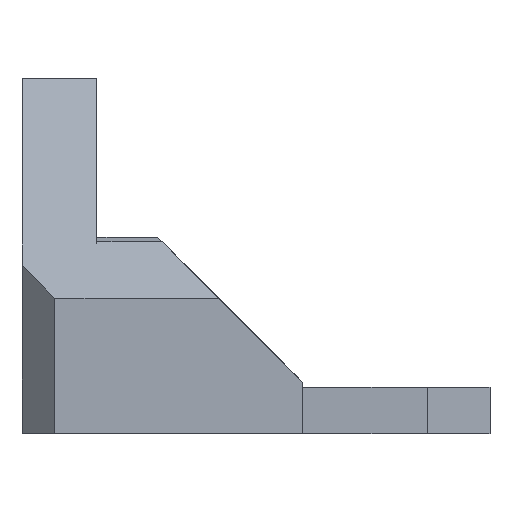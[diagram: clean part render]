
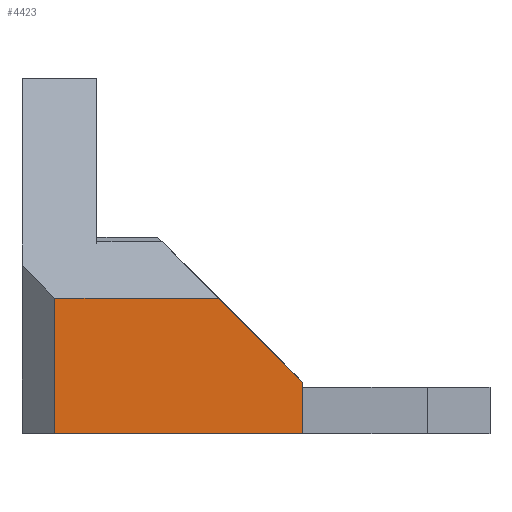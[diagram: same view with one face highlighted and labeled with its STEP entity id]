
A CAD part, front view. The second image highlights one B-rep face of the part: STEP entity #4423.
In plain terms, the highlighted planar face has unit normal (0, -1, 0).
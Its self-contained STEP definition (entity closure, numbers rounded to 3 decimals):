
#935 = PLANE('',#936);
#936 = AXIS2_PLACEMENT_3D('',#937,#938,#939);
#937 = CARTESIAN_POINT('',(25.,-29.464,45.536));
#938 = DIRECTION('',(0.,-0.707,0.707));
#939 = DIRECTION('',(1.,0.,0.));
#1121 = PLANE('',#1122);
#1122 = AXIS2_PLACEMENT_3D('',#1123,#1124,#1125);
#1123 = CARTESIAN_POINT('',(-10.107,-46.893,-1.));
#1124 = DIRECTION('',(-0.707,-0.707,0.));
#1125 = DIRECTION('',(0.,0.,-1.));
#2622 = VERTEX_POINT('',#2623);
#2623 = CARTESIAN_POINT('',(21.01,-60.51,14.49));
#2637 = PLANE('',#2638);
#2638 = AXIS2_PLACEMENT_3D('',#2639,#2640,#2641);
#2639 = CARTESIAN_POINT('',(30.,-8.,5.5));
#2640 = DIRECTION('',(0.707,0.,0.707));
#2641 = DIRECTION('',(0.707,0.,-0.707));
#2649 = EDGE_CURVE('',#2650,#2622,#2652,.T.);
#2650 = VERTEX_POINT('',#2651);
#2651 = CARTESIAN_POINT('',(3.51,-60.51,14.49));
#2652 = SURFACE_CURVE('',#2653,(#2657,#2664),.PCURVE_S1.);
#2653 = LINE('',#2654,#2655);
#2654 = CARTESIAN_POINT('',(12.5,-60.51,14.49));
#2655 = VECTOR('',#2656,1.);
#2656 = DIRECTION('',(1.,0.,0.));
#2657 = PCURVE('',#935,#2658);
#2658 = DEFINITIONAL_REPRESENTATION('',(#2659),#2663);
#2659 = LINE('',#2660,#2661);
#2660 = CARTESIAN_POINT('',(-12.5,-43.905));
#2661 = VECTOR('',#2662,1.);
#2662 = DIRECTION('',(1.,-0.));
#2663 = ( GEOMETRIC_REPRESENTATION_CONTEXT(2) 
PARAMETRIC_REPRESENTATION_CONTEXT() REPRESENTATION_CONTEXT('2D SPACE',''
  ) );
#2664 = PCURVE('',#2665,#2670);
#2665 = PLANE('',#2666);
#2666 = AXIS2_PLACEMENT_3D('',#2667,#2668,#2669);
#2667 = CARTESIAN_POINT('',(0.,-60.51,0.));
#2668 = DIRECTION('',(-0.,-1.,-0.));
#2669 = DIRECTION('',(0.,0.,-1.));
#2670 = DEFINITIONAL_REPRESENTATION('',(#2671),#2675);
#2671 = LINE('',#2672,#2673);
#2672 = CARTESIAN_POINT('',(-14.49,12.5));
#2673 = VECTOR('',#2674,1.);
#2674 = DIRECTION('',(-0.,1.));
#2675 = ( GEOMETRIC_REPRESENTATION_CONTEXT(2) 
PARAMETRIC_REPRESENTATION_CONTEXT() REPRESENTATION_CONTEXT('2D SPACE',''
  ) );
#2988 = EDGE_CURVE('',#2989,#2650,#2991,.T.);
#2989 = VERTEX_POINT('',#2990);
#2990 = CARTESIAN_POINT('',(3.51,-60.51,0.));
#2991 = SURFACE_CURVE('',#2992,(#2996,#3003),.PCURVE_S1.);
#2992 = LINE('',#2993,#2994);
#2993 = CARTESIAN_POINT('',(3.51,-60.51,-0.5));
#2994 = VECTOR('',#2995,1.);
#2995 = DIRECTION('',(0.,0.,1.));
#2996 = PCURVE('',#1121,#2997);
#2997 = DEFINITIONAL_REPRESENTATION('',(#2998),#3002);
#2998 = LINE('',#2999,#3000);
#2999 = CARTESIAN_POINT('',(-0.5,19.257));
#3000 = VECTOR('',#3001,1.);
#3001 = DIRECTION('',(-1.,-0.));
#3002 = ( GEOMETRIC_REPRESENTATION_CONTEXT(2) 
PARAMETRIC_REPRESENTATION_CONTEXT() REPRESENTATION_CONTEXT('2D SPACE',''
  ) );
#3003 = PCURVE('',#2665,#3004);
#3004 = DEFINITIONAL_REPRESENTATION('',(#3005),#3009);
#3005 = LINE('',#3006,#3007);
#3006 = CARTESIAN_POINT('',(0.5,3.51));
#3007 = VECTOR('',#3008,1.);
#3008 = DIRECTION('',(-1.,0.));
#3009 = ( GEOMETRIC_REPRESENTATION_CONTEXT(2) 
PARAMETRIC_REPRESENTATION_CONTEXT() REPRESENTATION_CONTEXT('2D SPACE',''
  ) );
#3027 = PLANE('',#3028);
#3028 = AXIS2_PLACEMENT_3D('',#3029,#3030,#3031);
#3029 = CARTESIAN_POINT('',(0.,-54.5,0.));
#3030 = DIRECTION('',(0.,0.,1.));
#3031 = DIRECTION('',(-1.,0.,0.));
#3235 = PLANE('',#3236);
#3236 = AXIS2_PLACEMENT_3D('',#3237,#3238,#3239);
#3237 = CARTESIAN_POINT('',(30.,-54.5,0.));
#3238 = DIRECTION('',(1.,0.,0.));
#3239 = DIRECTION('',(0.,0.,-1.));
#4423 = ADVANCED_FACE('',(#4424),#2665,.T.);
#4424 = FACE_BOUND('',#4425,.F.);
#4425 = EDGE_LOOP('',(#4426,#4449,#4450,#4451,#4474));
#4426 = ORIENTED_EDGE('',*,*,#4427,.F.);
#4427 = EDGE_CURVE('',#2989,#4428,#4430,.T.);
#4428 = VERTEX_POINT('',#4429);
#4429 = CARTESIAN_POINT('',(30.,-60.51,0.));
#4430 = SURFACE_CURVE('',#4431,(#4435,#4442),.PCURVE_S1.);
#4431 = LINE('',#4432,#4433);
#4432 = CARTESIAN_POINT('',(0.,-60.51,0.));
#4433 = VECTOR('',#4434,1.);
#4434 = DIRECTION('',(1.,0.,0.));
#4435 = PCURVE('',#2665,#4436);
#4436 = DEFINITIONAL_REPRESENTATION('',(#4437),#4441);
#4437 = LINE('',#4438,#4439);
#4438 = CARTESIAN_POINT('',(-0.,0.));
#4439 = VECTOR('',#4440,1.);
#4440 = DIRECTION('',(-0.,1.));
#4441 = ( GEOMETRIC_REPRESENTATION_CONTEXT(2) 
PARAMETRIC_REPRESENTATION_CONTEXT() REPRESENTATION_CONTEXT('2D SPACE',''
  ) );
#4442 = PCURVE('',#3027,#4443);
#4443 = DEFINITIONAL_REPRESENTATION('',(#4444),#4448);
#4444 = LINE('',#4445,#4446);
#4445 = CARTESIAN_POINT('',(-0.,6.01));
#4446 = VECTOR('',#4447,1.);
#4447 = DIRECTION('',(-1.,0.));
#4448 = ( GEOMETRIC_REPRESENTATION_CONTEXT(2) 
PARAMETRIC_REPRESENTATION_CONTEXT() REPRESENTATION_CONTEXT('2D SPACE',''
  ) );
#4449 = ORIENTED_EDGE('',*,*,#2988,.T.);
#4450 = ORIENTED_EDGE('',*,*,#2649,.T.);
#4451 = ORIENTED_EDGE('',*,*,#4452,.T.);
#4452 = EDGE_CURVE('',#2622,#4453,#4455,.T.);
#4453 = VERTEX_POINT('',#4454);
#4454 = CARTESIAN_POINT('',(30.,-60.51,5.5));
#4455 = SURFACE_CURVE('',#4456,(#4460,#4467),.PCURVE_S1.);
#4456 = LINE('',#4457,#4458);
#4457 = CARTESIAN_POINT('',(23.875,-60.51,11.625));
#4458 = VECTOR('',#4459,1.);
#4459 = DIRECTION('',(0.707,0.,-0.707));
#4460 = PCURVE('',#2665,#4461);
#4461 = DEFINITIONAL_REPRESENTATION('',(#4462),#4466);
#4462 = LINE('',#4463,#4464);
#4463 = CARTESIAN_POINT('',(-11.625,23.875));
#4464 = VECTOR('',#4465,1.);
#4465 = DIRECTION('',(0.707,0.707));
#4466 = ( GEOMETRIC_REPRESENTATION_CONTEXT(2) 
PARAMETRIC_REPRESENTATION_CONTEXT() REPRESENTATION_CONTEXT('2D SPACE',''
  ) );
#4467 = PCURVE('',#2637,#4468);
#4468 = DEFINITIONAL_REPRESENTATION('',(#4469),#4473);
#4469 = LINE('',#4470,#4471);
#4470 = CARTESIAN_POINT('',(-8.662,-52.51));
#4471 = VECTOR('',#4472,1.);
#4472 = DIRECTION('',(1.,-0.));
#4473 = ( GEOMETRIC_REPRESENTATION_CONTEXT(2) 
PARAMETRIC_REPRESENTATION_CONTEXT() REPRESENTATION_CONTEXT('2D SPACE',''
  ) );
#4474 = ORIENTED_EDGE('',*,*,#4475,.F.);
#4475 = EDGE_CURVE('',#4428,#4453,#4476,.T.);
#4476 = SURFACE_CURVE('',#4477,(#4481,#4488),.PCURVE_S1.);
#4477 = LINE('',#4478,#4479);
#4478 = CARTESIAN_POINT('',(30.,-60.51,0.));
#4479 = VECTOR('',#4480,1.);
#4480 = DIRECTION('',(0.,0.,1.));
#4481 = PCURVE('',#2665,#4482);
#4482 = DEFINITIONAL_REPRESENTATION('',(#4483),#4487);
#4483 = LINE('',#4484,#4485);
#4484 = CARTESIAN_POINT('',(-0.,30.));
#4485 = VECTOR('',#4486,1.);
#4486 = DIRECTION('',(-1.,0.));
#4487 = ( GEOMETRIC_REPRESENTATION_CONTEXT(2) 
PARAMETRIC_REPRESENTATION_CONTEXT() REPRESENTATION_CONTEXT('2D SPACE',''
  ) );
#4488 = PCURVE('',#3235,#4489);
#4489 = DEFINITIONAL_REPRESENTATION('',(#4490),#4494);
#4490 = LINE('',#4491,#4492);
#4491 = CARTESIAN_POINT('',(-0.,-6.01));
#4492 = VECTOR('',#4493,1.);
#4493 = DIRECTION('',(-1.,0.));
#4494 = ( GEOMETRIC_REPRESENTATION_CONTEXT(2) 
PARAMETRIC_REPRESENTATION_CONTEXT() REPRESENTATION_CONTEXT('2D SPACE',''
  ) );
